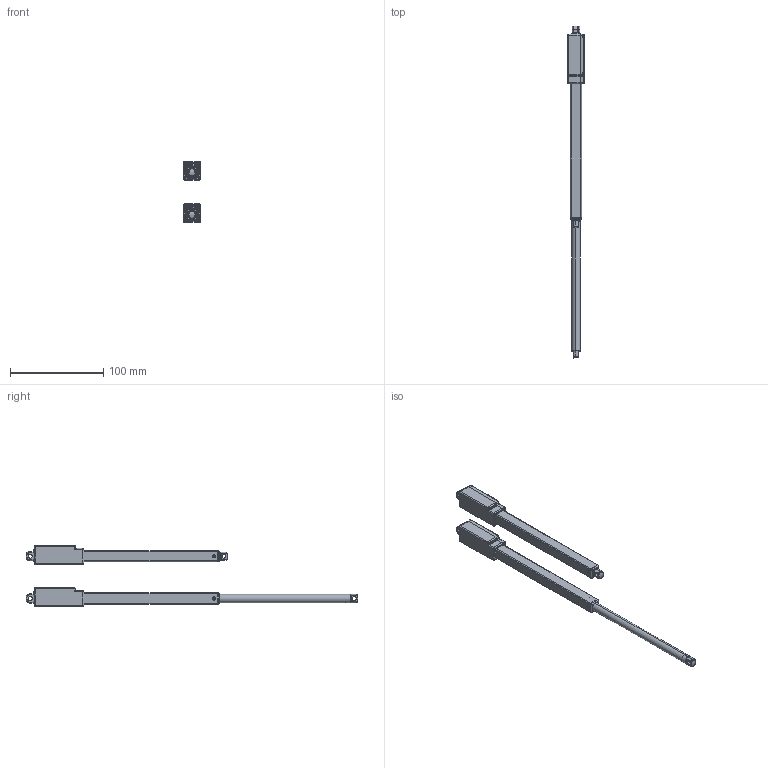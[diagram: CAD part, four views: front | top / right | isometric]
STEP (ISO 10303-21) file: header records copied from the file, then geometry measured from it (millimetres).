
FILE_DESCRIPTION (( 'STEP AP214' ), '1' );
FILE_NAME ('am-3516 am-3517 140mm Linear Actuators Extended and Retracted.STEP', '2016-12-13T20:17:41', ( '' ), ( '' ), 'SwSTEP 2.0', 'SolidWorks 2014', '' );
FILE_SCHEMA (( 'AUTOMOTIVE_DESIGN' ));
Length unit declared in the file: inch
Products named in the file (3): l16_140mm_out; l16_140mm_in; am-3516 am-3517 140mm Linear Actuators Extended and Retracted
Assembly tree (2 placements, depth 2):
  am-3516 am-3517 140mm Linear Actuators Extended and Retracted
    l16_140mm_in
    l16_140mm_out
Bounding box: 18.1 x 356.38 x 65.4 mm (x, y, z)
Volume: 47683.2 mm3; surface area: 76521 mm2
Topology: 38 solids, 38 shells, 3692 faces, 9588 edges, 5974 vertices
Faces by surface type: plane 1612, cylinder 1214, bspline 746, cone 116, torus 4
Entity records: 190098 total; most frequent: CARTESIAN_POINT 56295, ORIENTED_EDGE 18928, DIRECTION 16386, EDGE_CURVE 9464, VERTEX_POINT 5974, AXIS2_PLACEMENT_3D 5543, VECTOR 5300, LINE 5300
